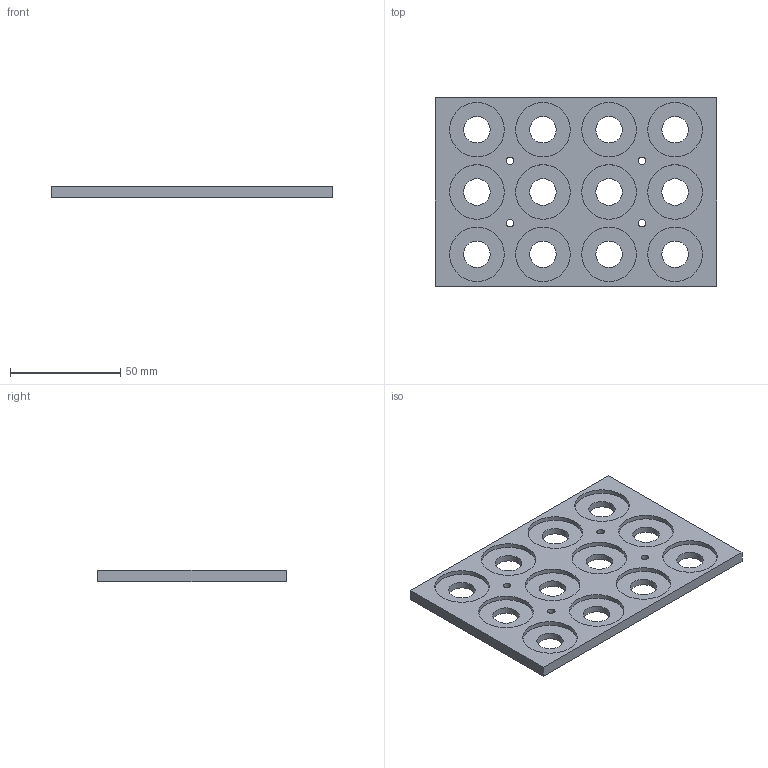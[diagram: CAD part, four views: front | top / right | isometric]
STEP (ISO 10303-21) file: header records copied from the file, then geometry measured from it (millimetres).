
FILE_DESCRIPTION(/* description */ (''),/* implementation_level */ '2;1');
FILE_NAME(/* name */ '20cc_vial_plate_retainerlid v2.step',/* time_stamp */ '2025-06-04T13:51:45-07:00',/* author */ (''),/* organization */ (''),/* preprocessor_version */ 'ST-DEVELOPER v20.1',/* originating_system */ 'Autodesk Translation Framework v14.10.0.0',/* authorisation */ '');
FILE_SCHEMA (('AUTOMOTIVE_DESIGN { 1 0 10303 214 3 1 1 }'));
Length unit declared in the file: millimetre
Products named in the file (1): 20cc_vial_plate_retainerlid
Bounding box: 127.76 x 85.48 x 5 mm (x, y, z)
Volume: 38566.4 mm3; surface area: 24709.6 mm2
Topology: 1 solids, 1 shells, 54 faces, 108 edges, 72 vertices
Faces by surface type: cylinder 32, plane 22
Full cylindrical faces by diameter (mm): 3.4 x4, 6 x4, 12 x12, 24.8 x12
Entity records: 1533 total; most frequent: DIRECTION 282, CARTESIAN_POINT 235, ORIENTED_EDGE 216, AXIS2_PLACEMENT_3D 119, EDGE_CURVE 108, EDGE_LOOP 102, VERTEX_POINT 72, CIRCLE 64
